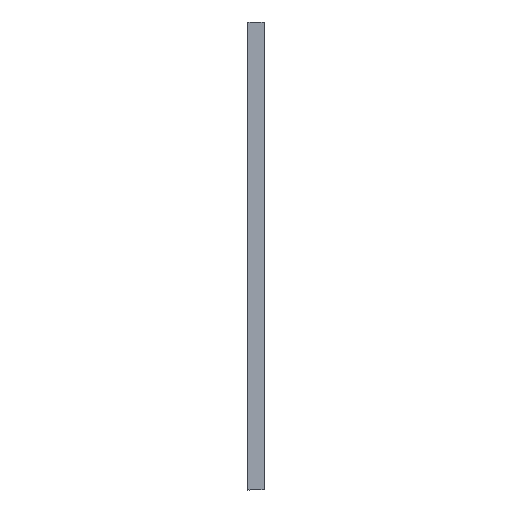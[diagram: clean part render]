
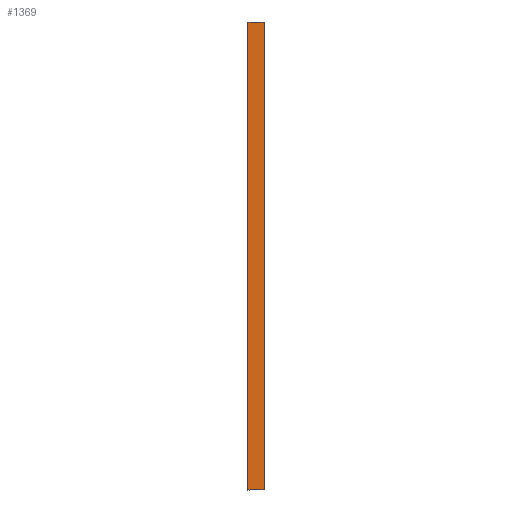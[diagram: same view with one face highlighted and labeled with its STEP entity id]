
A CAD part, left-side view. The second image highlights one B-rep face of the part: STEP entity #1369.
In plain terms, the highlighted planar face has unit normal (-1, 0, 0).
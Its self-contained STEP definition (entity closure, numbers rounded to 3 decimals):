
#112=FACE_OUTER_BOUND('',#190,.T.);
#190=EDGE_LOOP('',(#936,#937,#938,#939,#940,#941));
#275=LINE('',#1966,#419);
#303=LINE('',#2070,#447);
#304=LINE('',#2072,#448);
#305=LINE('',#2074,#449);
#306=LINE('',#2076,#450);
#307=LINE('',#2077,#451);
#419=VECTOR('',#1585,10.);
#447=VECTOR('',#1663,10.);
#448=VECTOR('',#1664,10.);
#449=VECTOR('',#1665,10.);
#450=VECTOR('',#1666,10.);
#451=VECTOR('',#1667,10.);
#562=VERTEX_POINT('',#1963);
#563=VERTEX_POINT('',#1965);
#614=VERTEX_POINT('',#2069);
#615=VERTEX_POINT('',#2071);
#616=VERTEX_POINT('',#2073);
#617=VERTEX_POINT('',#2075);
#691=EDGE_CURVE('',#562,#563,#275,.T.);
#743=EDGE_CURVE('',#614,#562,#303,.T.);
#744=EDGE_CURVE('',#615,#614,#304,.T.);
#745=EDGE_CURVE('',#616,#615,#305,.T.);
#746=EDGE_CURVE('',#617,#616,#306,.T.);
#747=EDGE_CURVE('',#563,#617,#307,.T.);
#936=ORIENTED_EDGE('',*,*,#743,.F.);
#937=ORIENTED_EDGE('',*,*,#744,.F.);
#938=ORIENTED_EDGE('',*,*,#745,.F.);
#939=ORIENTED_EDGE('',*,*,#746,.F.);
#940=ORIENTED_EDGE('',*,*,#747,.F.);
#941=ORIENTED_EDGE('',*,*,#691,.F.);
#1260=PLANE('',#1482);
#1369=ADVANCED_FACE('',(#112),#1260,.T.);
#1482=AXIS2_PLACEMENT_3D('',#2068,#1661,#1662);
#1585=DIRECTION('',(0.,0.,1.));
#1661=DIRECTION('center_axis',(-1.,0.,0.));
#1662=DIRECTION('ref_axis',(0.,0.,1.));
#1663=DIRECTION('',(0.,1.,0.));
#1664=DIRECTION('',(0.,1.,0.));
#1665=DIRECTION('',(0.,0.,-1.));
#1666=DIRECTION('',(0.,-1.,0.));
#1667=DIRECTION('',(0.,-1.,0.));
#1963=CARTESIAN_POINT('',(-46.701,1.5,-360.));
#1965=CARTESIAN_POINT('',(-46.701,1.5,0.));
#1966=CARTESIAN_POINT('',(-46.701,1.5,-180.));
#2068=CARTESIAN_POINT('Origin',(-46.701,17.179,-180.));
#2069=CARTESIAN_POINT('',(-46.701,-2.,-360.));
#2070=CARTESIAN_POINT('',(-46.701,10.715,-360.));
#2071=CARTESIAN_POINT('',(-46.701,-11.021,-360.));
#2072=CARTESIAN_POINT('',(-46.701,-11.021,-360.));
#2073=CARTESIAN_POINT('',(-46.701,-11.021,0.));
#2074=CARTESIAN_POINT('',(-46.701,-11.021,0.));
#2075=CARTESIAN_POINT('',(-46.701,-2.,0.));
#2076=CARTESIAN_POINT('',(-46.701,45.379,0.));
#2077=CARTESIAN_POINT('',(-46.701,7.59,0.));
